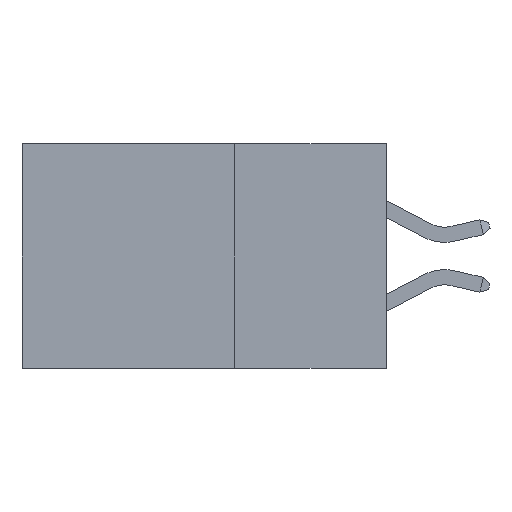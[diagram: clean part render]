
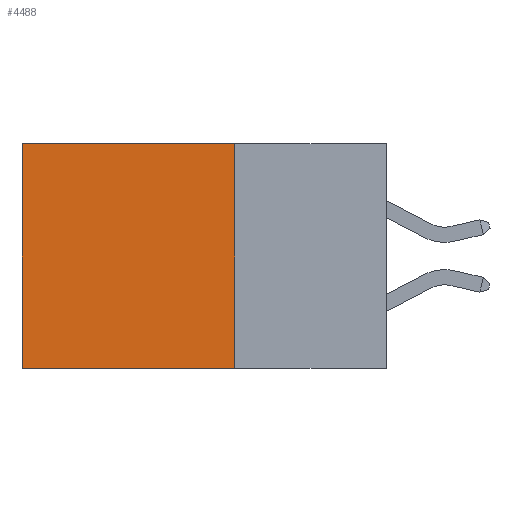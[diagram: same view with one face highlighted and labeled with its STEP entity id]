
A CAD part, left-side view. The second image highlights one B-rep face of the part: STEP entity #4488.
In plain terms, the highlighted planar face has unit normal (-1, 0, 0).
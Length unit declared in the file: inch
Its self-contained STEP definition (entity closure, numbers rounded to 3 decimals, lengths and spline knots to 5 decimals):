
#77 = CARTESIAN_POINT ( 'NONE',  ( 0.2615, 0.6, 0. ) ) ;
#1022 = CARTESIAN_POINT ( 'NONE',  ( 0.2615, 0.25, -0.37 ) ) ;
#2267 = EDGE_CURVE ( 'NONE', #8675, #4855, #5276, .T. ) ;
#2898 = CARTESIAN_POINT ( 'NONE',  ( 0.2615, 0.25, -0.37 ) ) ;
#3058 = CARTESIAN_POINT ( 'NONE',  ( 0.2615, 0.25, -0.37 ) ) ;
#3698 = CARTESIAN_POINT ( 'NONE',  ( 0.2615, 0.25, 0. ) ) ;
#4009 = CARTESIAN_POINT ( 'NONE',  ( 0.2615, 0.6, -0.37 ) ) ;
#4488 = ADVANCED_FACE ( 'NONE', ( #15124 ), #5735, .F. ) ;
#4501 = ORIENTED_EDGE ( 'NONE', *, *, #5781, .T. ) ;
#4556 = VERTEX_POINT ( 'NONE', #77 ) ;
#4669 = DIRECTION ( 'NONE',  ( 0., 0., -1. ) ) ;
#4855 = VERTEX_POINT ( 'NONE', #4009 ) ;
#5276 = LINE ( 'NONE', #1022, #16788 ) ;
#5735 = PLANE ( 'NONE',  #10287 ) ;
#5781 = EDGE_CURVE ( 'NONE', #4556, #4855, #10005, .T. ) ;
#6275 = EDGE_LOOP ( 'NONE', ( #4501, #10210, #10675, #7428 ) ) ;
#7320 = DIRECTION ( 'NONE',  ( 0., 0., -1. ) ) ;
#7428 = ORIENTED_EDGE ( 'NONE', *, *, #14920, .T. ) ;
#7505 = DIRECTION ( 'NONE',  ( 1., 0., 0. ) ) ;
#8240 = LINE ( 'NONE', #3698, #11409 ) ;
#8675 = VERTEX_POINT ( 'NONE', #13727 ) ;
#9736 = DIRECTION ( 'NONE',  ( 0., 1., 0. ) ) ;
#10005 = LINE ( 'NONE', #19217, #14998 ) ;
#10210 = ORIENTED_EDGE ( 'NONE', *, *, #2267, .F. ) ;
#10287 = AXIS2_PLACEMENT_3D ( 'NONE', #3058, #7505, #7320 ) ;
#10675 = ORIENTED_EDGE ( 'NONE', *, *, #15205, .F. ) ;
#11409 = VECTOR ( 'NONE', #17354, 39.37008 ) ;
#12076 = CARTESIAN_POINT ( 'NONE',  ( 0.2615, 0.25, 0. ) ) ;
#13727 = CARTESIAN_POINT ( 'NONE',  ( 0.2615, 0.25, -0.37 ) ) ;
#14348 = DIRECTION ( 'NONE',  ( 0., 0., -1. ) ) ;
#14920 = EDGE_CURVE ( 'NONE', #17015, #4556, #8240, .T. ) ;
#14998 = VECTOR ( 'NONE', #14348, 39.37008 ) ;
#15063 = LINE ( 'NONE', #2898, #15190 ) ;
#15124 = FACE_OUTER_BOUND ( 'NONE', #6275, .T. ) ;
#15190 = VECTOR ( 'NONE', #4669, 39.37008 ) ;
#15205 = EDGE_CURVE ( 'NONE', #17015, #8675, #15063, .T. ) ;
#16788 = VECTOR ( 'NONE', #9736, 39.37008 ) ;
#17015 = VERTEX_POINT ( 'NONE', #12076 ) ;
#17354 = DIRECTION ( 'NONE',  ( 0., 1., 0. ) ) ;
#19217 = CARTESIAN_POINT ( 'NONE',  ( 0.2615, 0.6, -0.37 ) ) ;
